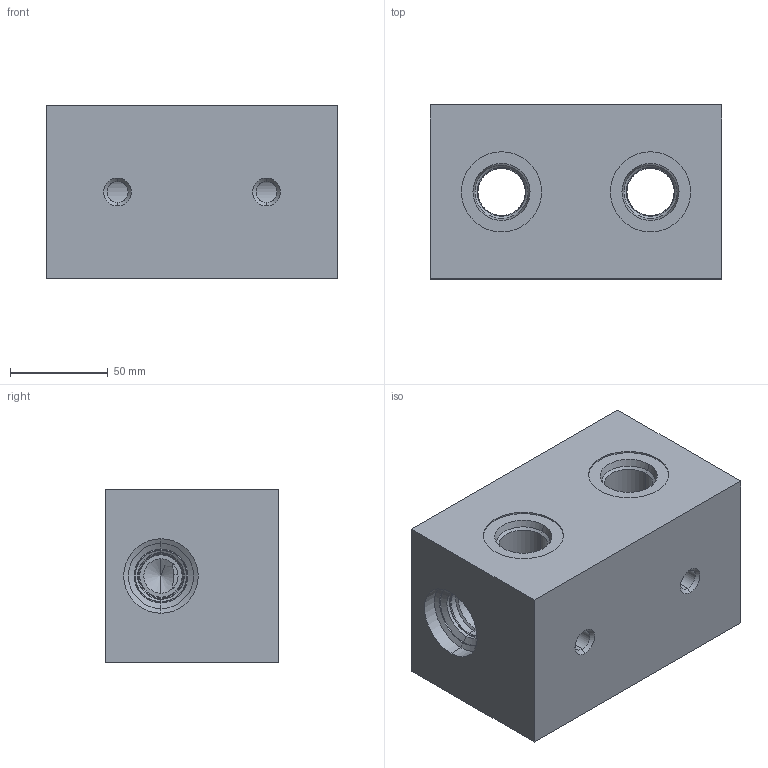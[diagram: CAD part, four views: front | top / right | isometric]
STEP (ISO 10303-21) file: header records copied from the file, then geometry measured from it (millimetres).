
FILE_DESCRIPTION((''),'2;1');
FILE_NAME('YCL_ASM','2023-09-19T',('ProEService'),(''),'PRO/ENGINEER BY PARAMETRIC TECHNOLOGY CORPORATION, 2014200','PRO/ENGINEER BY PARAMETRIC TECHNOLOGY CORPORATION, 2014200','');
FILE_SCHEMA(('CONFIG_CONTROL_DESIGN'));
Length unit declared in the file: inch
Products named in the file (2): 150-696-003; YCL_ASM
Assembly tree (1 placements, depth 2):
  YCL_ASM
    150-696-003
Bounding box: 149.22 x 88.9 x 88.9 mm (x, y, z)
Volume: 993205.9 mm3; surface area: 94905.3 mm2
Topology: 1 solids, 1 shells, 138 faces, 519 edges, 472 vertices
Faces by surface type: cone 64, cylinder 56, plane 14, torus 4
Entity records: 5861 total; most frequent: CARTESIAN_POINT 1559, DIRECTION 938, ORIENTED_EDGE 656, EDGE_CURVE 328, VECTOR 324, LINE 324, AXIS2_PLACEMENT_3D 307, VERTEX_POINT 195
